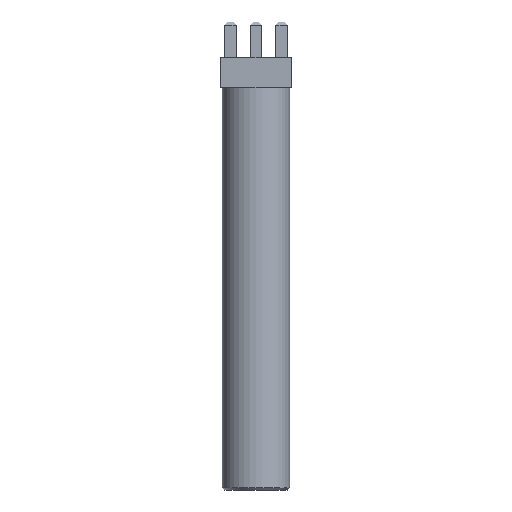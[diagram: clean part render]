
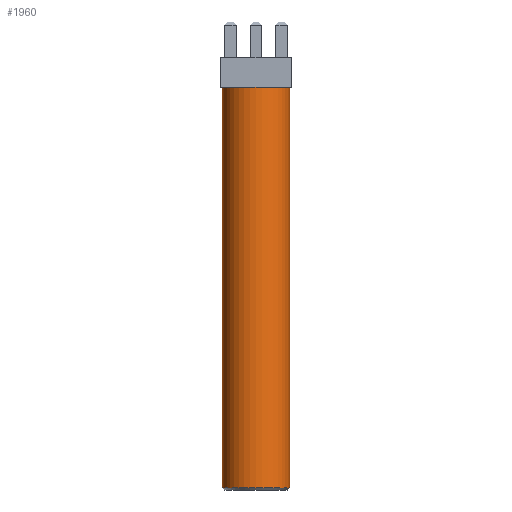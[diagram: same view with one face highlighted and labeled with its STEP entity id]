
A CAD part, front view. The second image highlights one B-rep face of the part: STEP entity #1960.
In plain terms, the highlighted cylindrical face has radius 3.35 mm (diameter 6.7 mm), a partial arc.
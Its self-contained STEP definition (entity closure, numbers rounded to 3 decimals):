
#201 = CARTESIAN_POINT ( 'NONE',  ( 0., 0., -25. ) ) ;
#202 = CARTESIAN_POINT ( 'NONE',  ( 0., 0., -24.8 ) ) ;
#205 = FACE_OUTER_BOUND ( 'NONE', #963, .T. ) ;
#208 = DIRECTION ( 'NONE',  ( 1., 0., 0. ) ) ;
#209 = DIRECTION ( 'NONE',  ( 0., 0., 1. ) ) ;
#211 = CYLINDRICAL_SURFACE ( 'NONE', #274, 3.35 ) ;
#250 = CIRCLE ( 'NONE', #277, 3.35 ) ;
#274 = AXIS2_PLACEMENT_3D ( 'NONE', #201, #209, #208 ) ;
#277 = AXIS2_PLACEMENT_3D ( 'NONE', #202, #1257, #1256 ) ;
#404 = CIRCLE ( 'NONE', #408, 3.35 ) ;
#408 = AXIS2_PLACEMENT_3D ( 'NONE', #2296, #2297, #2298 ) ;
#411 = VECTOR ( 'NONE', #2311, 1000. ) ;
#775 = VERTEX_POINT ( 'NONE', #1560 ) ;
#901 = VERTEX_POINT ( 'NONE', #1571 ) ;
#912 = ORIENTED_EDGE ( 'NONE', *, *, #1198, .F. ) ;
#913 = ORIENTED_EDGE ( 'NONE', *, *, #2019, .T. ) ;
#914 = ORIENTED_EDGE ( 'NONE', *, *, #2147, .T. ) ;
#915 = ORIENTED_EDGE ( 'NONE', *, *, #2142, .T. ) ;
#963 = EDGE_LOOP ( 'NONE', ( #912, #913, #914, #915 ) ) ;
#1147 = VERTEX_POINT ( 'NONE', #1519 ) ;
#1170 = VERTEX_POINT ( 'NONE', #1486 ) ;
#1198 = EDGE_CURVE ( 'NONE', #775, #1170, #1447, .T. ) ;
#1256 = DIRECTION ( 'NONE',  ( -1., 0., 0. ) ) ;
#1257 = DIRECTION ( 'NONE',  ( 0., 0., 1. ) ) ;
#1434 = DIRECTION ( 'NONE',  ( 0., 0., 1. ) ) ;
#1435 = CARTESIAN_POINT ( 'NONE',  ( -3.35, 0., -25. ) ) ;
#1447 = LINE ( 'NONE', #1435, #1998 ) ;
#1486 = CARTESIAN_POINT ( 'NONE',  ( -3.35, 0., 15. ) ) ;
#1519 = CARTESIAN_POINT ( 'NONE',  ( 3.35, 0., 15. ) ) ;
#1560 = CARTESIAN_POINT ( 'NONE',  ( -3.35, 0., -24.8 ) ) ;
#1571 = CARTESIAN_POINT ( 'NONE',  ( 3.35, 0., -24.8 ) ) ;
#1960 = ADVANCED_FACE ( 'NONE', ( #205 ), #211, .T. ) ;
#1998 = VECTOR ( 'NONE', #1434, 1000. ) ;
#2019 = EDGE_CURVE ( 'NONE', #775, #901, #250, .T. ) ;
#2142 = EDGE_CURVE ( 'NONE', #1147, #1170, #404, .T. ) ;
#2147 = EDGE_CURVE ( 'NONE', #901, #1147, #2309, .T. ) ;
#2296 = CARTESIAN_POINT ( 'NONE',  ( 0., 0., 15. ) ) ;
#2297 = DIRECTION ( 'NONE',  ( 0., 0., -1. ) ) ;
#2298 = DIRECTION ( 'NONE',  ( -1., 0., 0. ) ) ;
#2309 = LINE ( 'NONE', #2310, #411 ) ;
#2310 = CARTESIAN_POINT ( 'NONE',  ( 3.35, 0., -25. ) ) ;
#2311 = DIRECTION ( 'NONE',  ( 0., 0., 1. ) ) ;
